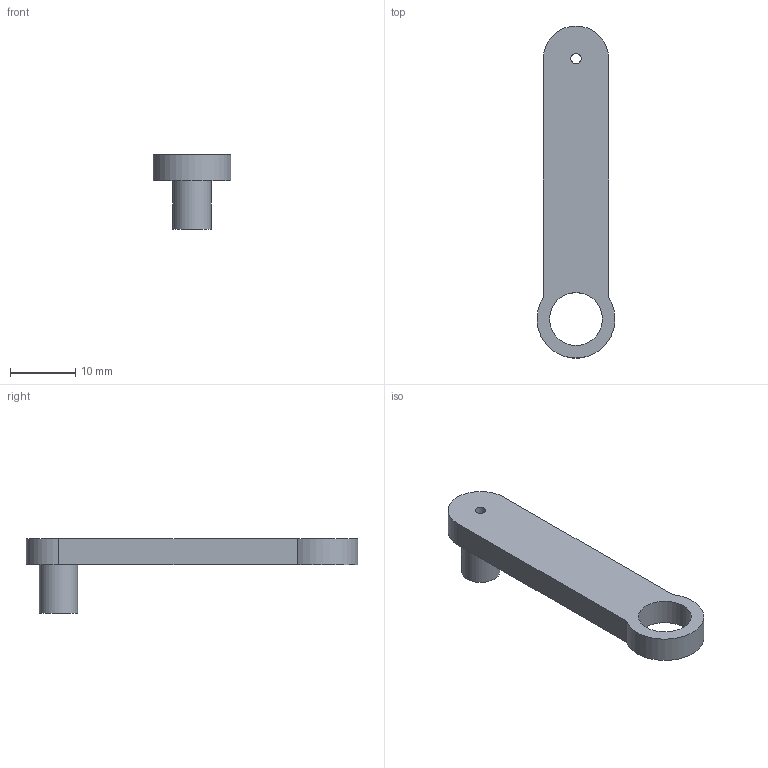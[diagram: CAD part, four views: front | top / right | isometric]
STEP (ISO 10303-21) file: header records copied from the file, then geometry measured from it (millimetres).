
FILE_DESCRIPTION(/* description */ (''),/* implementation_level */ '2;1');
FILE_NAME(/* name */ 'upper stabeliser.step',/* time_stamp */ '2022-09-18T21:25:45+02:00',/* author */ (''),/* organization */ (''),/* preprocessor_version */ 'ST-DEVELOPER v19',/* originating_system */ 'Autodesk Translation Framework v11.7.0.108',/* authorisation */ '');
FILE_SCHEMA (('AUTOMOTIVE_DESIGN { 1 0 10303 214 3 1 1 }'));
Length unit declared in the file: millimetre
Products named in the file (1): upper stabeliser
Bounding box: 11.97 x 50.98 x 11.5 mm (x, y, z)
Volume: 1977.1 mm3; surface area: 1652 mm2
Topology: 1 solids, 1 shells, 10 faces, 21 edges, 14 vertices
Faces by surface type: cylinder 5, plane 5
Full cylindrical faces by diameter (mm): 1.6 x1, 5.9 x1, 8.1 x1
Entity records: 316 total; most frequent: DIRECTION 53, CARTESIAN_POINT 46, ORIENTED_EDGE 42, EDGE_CURVE 21, AXIS2_PLACEMENT_3D 21, EDGE_LOOP 15, VERTEX_POINT 14, LINE 11
